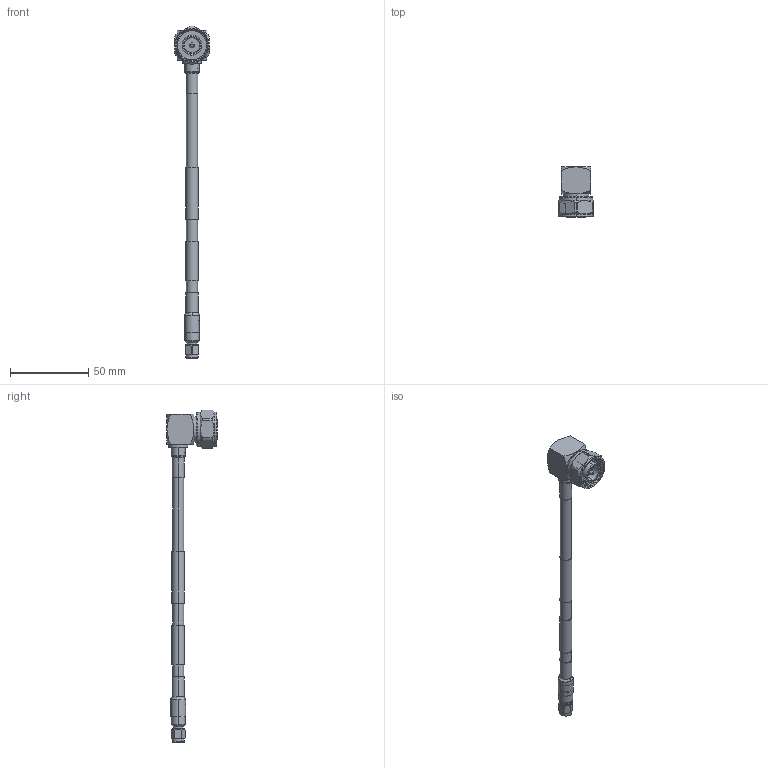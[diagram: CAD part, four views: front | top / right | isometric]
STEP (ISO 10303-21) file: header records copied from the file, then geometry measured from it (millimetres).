
FILE_DESCRIPTION (( 'STEP AP214' ), '1' );
FILE_NAME ('LCCA31036.step', '2022-10-04T19:17:54', ( '' ), ( '' ), 'SwSTEP 2.0', 'SolidWorks 2021', '' );
FILE_SCHEMA (( 'AUTOMOTIVE_DESIGN' ));
Length unit declared in the file: inch
Products named in the file (4): SPP-250-LLPL ^LCCA31036_SPP-250-LLPL; TC-250-SM-LP^LCCA31036_Heat Shrink; TC-250-4310M-RA-LP^LCCA31036_HeatShrink; LCCA31036
Assembly tree (3 placements, depth 2):
  LCCA31036
    SPP-250-LLPL ^LCCA31036_SPP-250-LLPL
    TC-250-4310M-RA-LP^LCCA31036_HeatShrink
    TC-250-SM-LP^LCCA31036_Heat Shrink
Bounding box: 22 x 32 x 211.7 mm (x, y, z)
Volume: 16819.1 mm3; surface area: 12033.8 mm2
Topology: 5 solids, 6 shells, 237 faces, 562 edges, 356 vertices
Faces by surface type: cylinder 120, cone 52, plane 49, bspline 16
Entity records: 11151 total; most frequent: CARTESIAN_POINT 5523, DIRECTION 1129, ORIENTED_EDGE 1124, EDGE_CURVE 562, AXIS2_PLACEMENT_3D 469, VERTEX_POINT 356, EDGE_LOOP 262, CIRCLE 242
